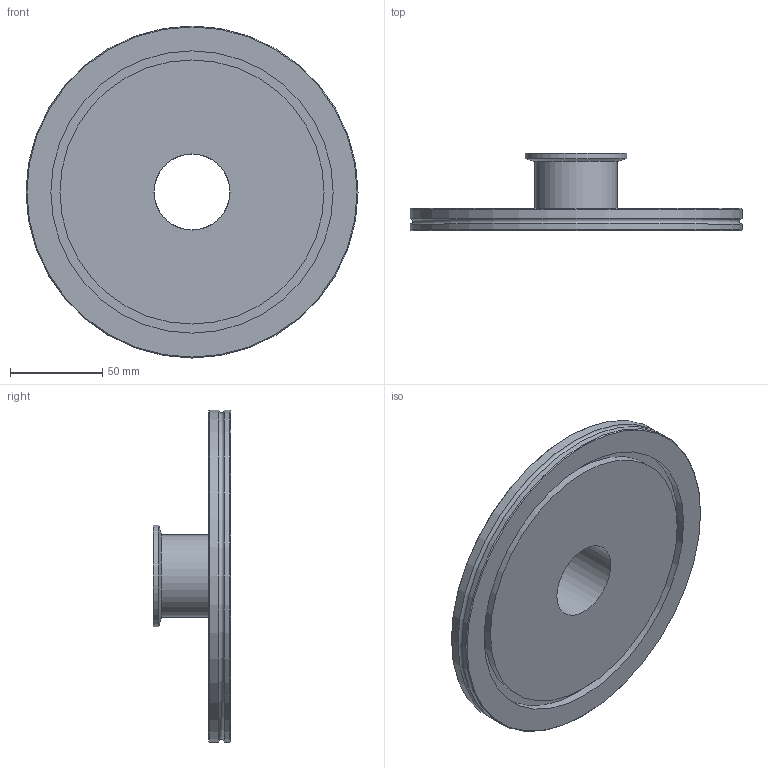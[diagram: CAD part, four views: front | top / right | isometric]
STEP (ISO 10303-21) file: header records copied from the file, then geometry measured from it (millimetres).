
FILE_DESCRIPTION(/* description */ (''),/* implementation_level */ '2;1');
FILE_NAME(/* name */ 'FL-SR160LF-40KF.stp',/* time_stamp */ '2018-11-09T14:58:03+00:00',/* author */ ('paul'),/* organization */ (''),/* preprocessor_version */ 'ST-DEVELOPER v17.2',/* originating_system */ 'Autodesk Inventor 2019',/* authorisation */ '');
FILE_SCHEMA (('AUTOMOTIVE_DESIGN { 1 0 10303 214 3 1 1 }'));
Length unit declared in the file: millimetre
Products named in the file (1): FL-SR160LF-40KF
Bounding box: 180 x 42 x 180 mm (x, y, z)
Volume: 279872.7 mm3; surface area: 72993.8 mm2
Topology: 1 solids, 1 shells, 23 faces, 60 edges, 45 vertices
Faces by surface type: cylinder 10, plane 8, cone 4, torus 1
Full cylindrical faces by diameter (mm): 41.2 x1, 41.3 x1, 44.5 x1, 55 x1, 143.2 x1, 153 x1, 163 x1, 175 x1, 180 x2
Entity records: 805 total; most frequent: DIRECTION 154, CARTESIAN_POINT 129, ORIENTED_EDGE 120, AXIS2_PLACEMENT_3D 70, EDGE_CURVE 60, CIRCLE 46, VERTEX_POINT 45, EDGE_LOOP 31
